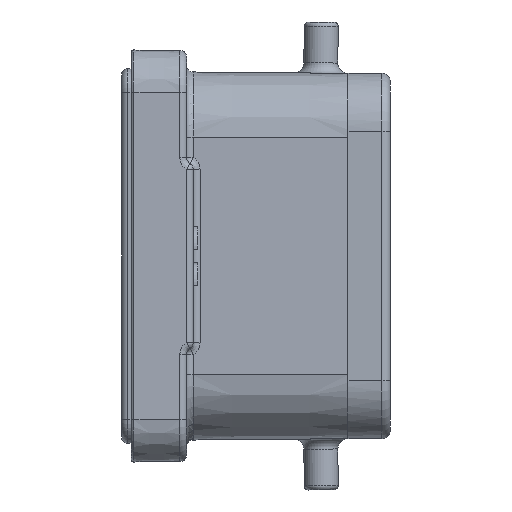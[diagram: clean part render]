
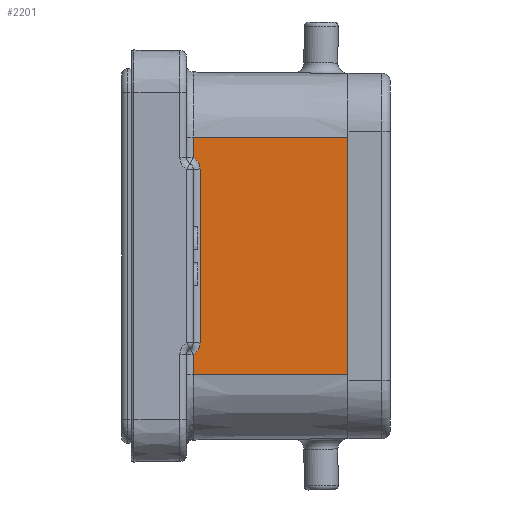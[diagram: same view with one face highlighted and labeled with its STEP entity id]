
A CAD part, left-side view. The second image highlights one B-rep face of the part: STEP entity #2201.
In plain terms, the highlighted planar face has unit normal (-1, -0.009, 0).
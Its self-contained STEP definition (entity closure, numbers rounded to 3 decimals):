
#231=ELLIPSE('',#12848,1.6,1.6);
#233=ELLIPSE('',#12854,1.6,1.6);
#1532=FACE_OUTER_BOUND('',#3377,.T.);
#2201=ADVANCED_FACE('',(#1532),#2879,.T.);
#2879=PLANE('',#12865);
#3377=EDGE_LOOP('',(#4493,#4494,#4495,#4496,#4497,#4498,#4499,#4500));
#4493=ORIENTED_EDGE('',*,*,#9170,.F.);
#4494=ORIENTED_EDGE('',*,*,#9167,.T.);
#4495=ORIENTED_EDGE('',*,*,#9164,.F.);
#4496=ORIENTED_EDGE('',*,*,#9181,.T.);
#4497=ORIENTED_EDGE('',*,*,#9182,.T.);
#4498=ORIENTED_EDGE('',*,*,#9183,.T.);
#4499=ORIENTED_EDGE('',*,*,#9184,.T.);
#4500=ORIENTED_EDGE('',*,*,#9179,.T.);
#7929=VERTEX_POINT('',#18804);
#7930=VERTEX_POINT('',#18813);
#7931=VERTEX_POINT('',#18828);
#7932=VERTEX_POINT('',#18832);
#7938=VERTEX_POINT('',#18862);
#7939=VERTEX_POINT('',#18874);
#7940=VERTEX_POINT('',#18876);
#7941=VERTEX_POINT('',#18878);
#9164=EDGE_CURVE('',#7929,#7930,#231,.T.);
#9167=EDGE_CURVE('',#7931,#7930,#10948,.T.);
#9170=EDGE_CURVE('',#7931,#7932,#233,.T.);
#9179=EDGE_CURVE('',#7938,#7932,#10951,.T.);
#9181=EDGE_CURVE('',#7929,#7939,#10953,.T.);
#9182=EDGE_CURVE('',#7939,#7940,#10954,.T.);
#9183=EDGE_CURVE('',#7940,#7941,#10955,.T.);
#9184=EDGE_CURVE('',#7941,#7938,#10956,.T.);
#10948=LINE('',#18829,#11898);
#10951=LINE('',#18870,#11901);
#10953=LINE('',#18873,#11903);
#10954=LINE('',#18875,#11904);
#10955=LINE('',#18877,#11905);
#10956=LINE('',#18879,#11906);
#11898=VECTOR('',#14726,1.);
#11901=VECTOR('',#14755,1.);
#11903=VECTOR('',#14759,1.);
#11904=VECTOR('',#14760,1.);
#11905=VECTOR('',#14761,1.);
#11906=VECTOR('',#14762,1.);
#12848=AXIS2_PLACEMENT_3D('',#18812,#14720,#14721);
#12854=AXIS2_PLACEMENT_3D('',#18835,#14733,#14734);
#12865=AXIS2_PLACEMENT_3D('',#18880,#14763,#14764);
#14720=DIRECTION('',(-1.,-0.009,0.));
#14721=DIRECTION('',(0.009,-1.,0.));
#14726=DIRECTION('',(0.,0.,-1.));
#14733=DIRECTION('',(-1.,-0.009,0.));
#14734=DIRECTION('',(-0.009,1.,0.));
#14755=DIRECTION('',(0.,0.,-1.));
#14759=DIRECTION('',(0.,0.,-1.));
#14760=DIRECTION('',(0.009,-1.,0.));
#14761=DIRECTION('',(0.,0.,1.));
#14762=DIRECTION('',(-0.009,1.,0.));
#14763=DIRECTION('',(-1.,-0.009,0.));
#14764=DIRECTION('',(0.,0.,-1.));
#18804=CARTESIAN_POINT('',(-46.909,18.207,-11.586));
#18812=CARTESIAN_POINT('',(-46.916,19.007,-10.2));
#18813=CARTESIAN_POINT('',(-46.902,17.407,-10.2));
#18828=CARTESIAN_POINT('',(-46.902,17.407,10.2));
#18829=CARTESIAN_POINT('',(-46.902,17.407,10.2));
#18832=CARTESIAN_POINT('',(-46.909,18.207,11.586));
#18835=CARTESIAN_POINT('',(-46.916,19.007,10.2));
#18862=CARTESIAN_POINT('',(-46.909,18.207,14.));
#18870=CARTESIAN_POINT('',(-46.909,18.207,-24.066));
#18873=CARTESIAN_POINT('',(-46.909,18.207,-24.066));
#18874=CARTESIAN_POINT('',(-46.909,18.207,-14.));
#18875=CARTESIAN_POINT('',(-46.829,9.037,-14.));
#18876=CARTESIAN_POINT('',(-46.75,0.,-14.));
#18877=CARTESIAN_POINT('',(-46.75,0.,-14.));
#18878=CARTESIAN_POINT('',(-46.75,0.,14.));
#18879=CARTESIAN_POINT('',(-46.829,9.037,14.));
#18880=CARTESIAN_POINT('',(-46.75,0.,-24.066));
